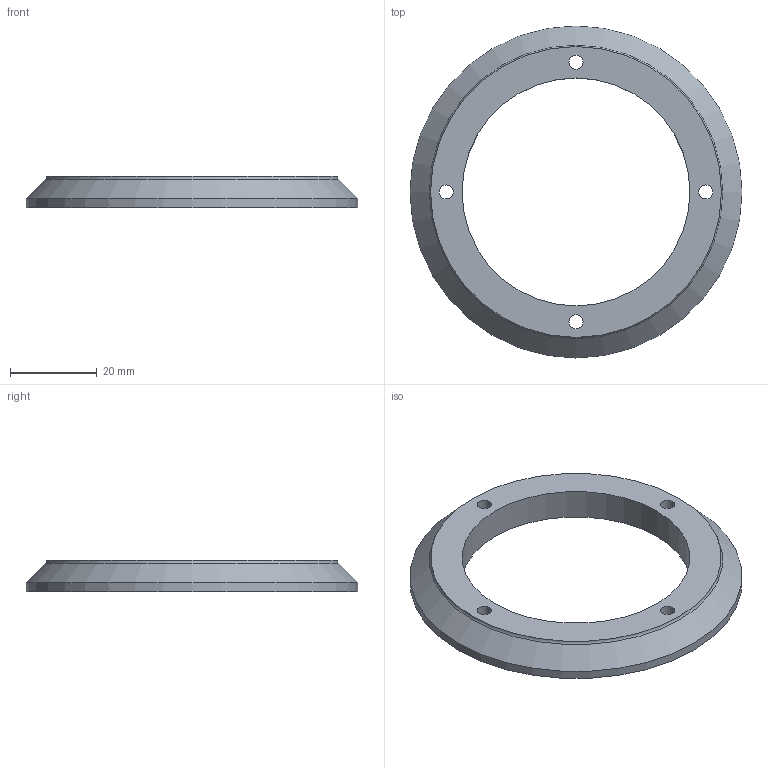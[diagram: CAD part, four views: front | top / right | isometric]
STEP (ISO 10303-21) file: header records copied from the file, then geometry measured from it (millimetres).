
FILE_DESCRIPTION(/* description */ ('STEP AP242','CAx-IF Rec.Pracs.---Representation and Presentation of Product Manufacturing Information (PMI)---4.0---2014-10-13','CAx-IF Rec.Pracs.---3D Tessellated Geometry---0.4---2014-09-14','2;1'),/* implementation_level */ '2;1');
FILE_NAME(/* name */ 'Part Studio 1 - bearing_inner_bottom',/* time_stamp */ '2025-09-22T03:41:42Z',/* author */ (''),/* organization */ (''),/* preprocessor_version */ 'ST-DEVELOPER v20',/* originating_system */ 'ONSHAPE BY PTC INC, 1.204',/* authorisation */ ' ');
FILE_SCHEMA (('AP242_MANAGED_MODEL_BASED_3D_ENGINEERING_MIM_LF { 1 0 10303 442 1 1 4 }'));
Length unit declared in the file: metre
Products named in the file (1): bearing_inner_bottom
Bounding box: 76.6 x 76.6 x 7.16 mm (x, y, z)
Volume: 13839.7 mm3; surface area: 7420.8 mm2
Topology: 1 solids, 1 shells, 18 faces, 34 edges, 22 vertices
Faces by surface type: cylinder 10, plane 6, cone 1, torus 1
Full cylindrical faces by diameter (mm): 3.25 x4, 6 x4, 52.606 x1, 76.599 x1
Entity records: 446 total; most frequent: DIRECTION 82, CARTESIAN_POINT 63, ORIENTED_EDGE 44, EDGE_LOOP 44, FACE_BOUND 44, AXIS2_PLACEMENT_3D 41, EDGE_CURVE 22, VERTEX_POINT 22
